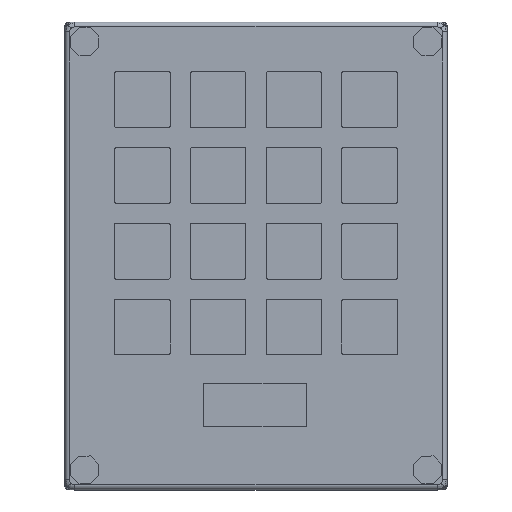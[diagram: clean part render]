
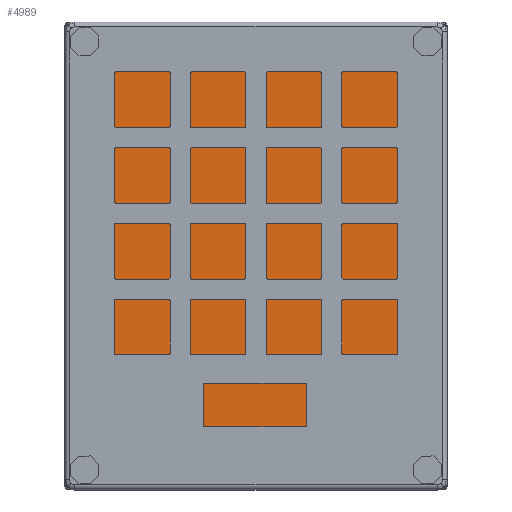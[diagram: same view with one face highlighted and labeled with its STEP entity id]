
A CAD part, top view. The second image highlights one B-rep face of the part: STEP entity #4989.
In plain terms, the highlighted planar face has unit normal (0, 0, 1).
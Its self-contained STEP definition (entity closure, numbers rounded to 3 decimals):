
#270=PLANE('',#5497);
#531=FACE_OUTER_BOUND('',#847,.T.);
#847=EDGE_LOOP('',(#4624,#4625,#4626,#4627));
#1563=LINE('',#11601,#1964);
#1566=LINE('',#11607,#1967);
#1569=LINE('',#11613,#1970);
#1572=LINE('',#11617,#1973);
#1964=VECTOR('',#6826,10.);
#1967=VECTOR('',#6831,10.);
#1970=VECTOR('',#6836,10.);
#1973=VECTOR('',#6841,10.);
#2445=VERTEX_POINT('',#11598);
#2446=VERTEX_POINT('',#11600);
#2448=VERTEX_POINT('',#11606);
#2450=VERTEX_POINT('',#11612);
#3168=EDGE_CURVE('',#2446,#2445,#1563,.T.);
#3171=EDGE_CURVE('',#2448,#2446,#1566,.T.);
#3174=EDGE_CURVE('',#2450,#2448,#1569,.T.);
#3177=EDGE_CURVE('',#2445,#2450,#1572,.T.);
#4624=ORIENTED_EDGE('',*,*,#3177,.T.);
#4625=ORIENTED_EDGE('',*,*,#3174,.T.);
#4626=ORIENTED_EDGE('',*,*,#3171,.T.);
#4627=ORIENTED_EDGE('',*,*,#3168,.T.);
#4989=ADVANCED_FACE('',(#531),#270,.T.);
#5497=AXIS2_PLACEMENT_3D('',#11618,#6842,#6843);
#6826=DIRECTION('',(0.,-1.,0.));
#6831=DIRECTION('',(-1.,0.,0.));
#6836=DIRECTION('',(0.,1.,0.));
#6841=DIRECTION('',(1.,0.,0.));
#6842=DIRECTION('center_axis',(0.,0.,1.));
#6843=DIRECTION('ref_axis',(1.,0.,0.));
#11598=CARTESIAN_POINT('',(-1.,-98.,6.6));
#11600=CARTESIAN_POINT('',(-1.,2.,6.6));
#11601=CARTESIAN_POINT('',(-1.,-98.,6.6));
#11606=CARTESIAN_POINT('',(79.,2.,6.6));
#11607=CARTESIAN_POINT('',(-1.,2.,6.6));
#11612=CARTESIAN_POINT('',(79.,-98.,6.6));
#11613=CARTESIAN_POINT('',(79.,2.,6.6));
#11617=CARTESIAN_POINT('',(79.,-98.,6.6));
#11618=CARTESIAN_POINT('Origin',(39.,-48.,6.6));
